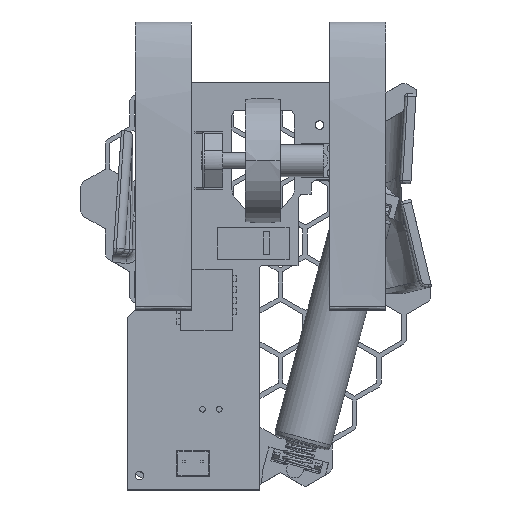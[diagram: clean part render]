
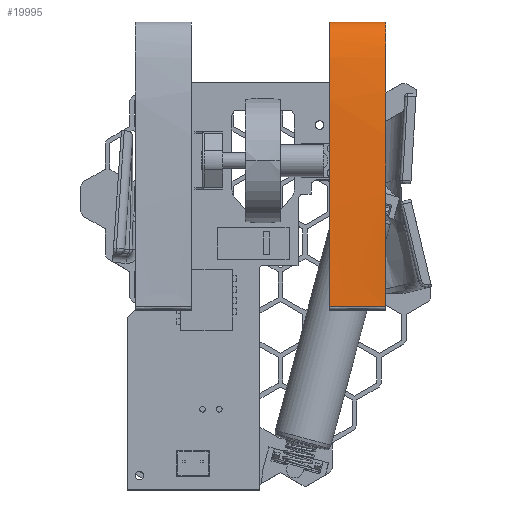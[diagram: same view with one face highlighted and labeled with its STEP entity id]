
A CAD part, top view. The second image highlights one B-rep face of the part: STEP entity #19995.
In plain terms, the highlighted free-form (B-spline) face has degree [5, 1] with [25, 2] control points.
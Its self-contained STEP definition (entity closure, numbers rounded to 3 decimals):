
#60=(
BOUNDED_CURVE()
B_SPLINE_CURVE(5,(#29786,#29787,#29788,#29789,#29790,#29791,#29792,#29793,
#29794,#29795,#29796,#29797,#29798,#29799,#29800,#29801,#29802,#29803,#29804,
#29805,#29806),.UNSPECIFIED.,.F.,.F.)
B_SPLINE_CURVE_WITH_KNOTS((6,1,1,1,1,1,1,1,1,1,1,1,1,1,1,1,6),(-0.973,
-0.95,-0.9,-0.85,-0.8,-0.75,-0.7,-0.65,-0.6,-0.55,-0.5,-0.45,-0.4,-0.35,
-0.3,-0.25,-0.223),.UNSPECIFIED.)
CURVE()
GEOMETRIC_REPRESENTATION_ITEM()
RATIONAL_B_SPLINE_CURVE((1.,1.,1.,1.,1.,1.,1.,1.,1.,1.,1.,1.,1.,1.,1.,1.,
1.,1.,1.,1.,1.))
REPRESENTATION_ITEM('')
);
#61=(
BOUNDED_CURVE()
B_SPLINE_CURVE(5,(#29807,#29808,#29809,#29810,#29811,#29812,#29813,#29814,
#29815,#29816,#29817,#29818,#29819,#29820,#29821,#29822,#29823,#29824,#29825,
#29826,#29827),.UNSPECIFIED.,.F.,.F.)
B_SPLINE_CURVE_WITH_KNOTS((6,1,1,1,1,1,1,1,1,1,1,1,1,1,1,1,6),(0.223,
0.25,0.3,0.35,0.4,0.45,0.5,0.55,0.6,0.65,0.7,0.75,0.8,0.85,0.9,0.95,0.973),
 .UNSPECIFIED.)
CURVE()
GEOMETRIC_REPRESENTATION_ITEM()
RATIONAL_B_SPLINE_CURVE((1.,1.,1.,1.,1.,1.,1.,1.,1.,1.,1.,1.,1.,1.,1.,1.,
1.,1.,1.,1.,1.))
REPRESENTATION_ITEM('')
);
#943=LINE('',#29785,#3386);
#3386=VECTOR('',#23933,10.);
#5175=B_SPLINE_CURVE_WITH_KNOTS('',3,(#29531,#29532,#29533,#29534),
 .UNSPECIFIED.,.F.,.F.,(4,4),(0.,1.),.UNSPECIFIED.);
#5275=(
BOUNDED_SURFACE()
B_SPLINE_SURFACE(5,1,((#29733,#29734),(#29735,#29736),(#29737,#29738),(#29739,
#29740),(#29741,#29742),(#29743,#29744),(#29745,#29746),(#29747,#29748),
(#29749,#29750),(#29751,#29752),(#29753,#29754),(#29755,#29756),(#29757,
#29758),(#29759,#29760),(#29761,#29762),(#29763,#29764),(#29765,#29766),
(#29767,#29768),(#29769,#29770),(#29771,#29772),(#29773,#29774),(#29775,
#29776),(#29777,#29778),(#29779,#29780),(#29781,#29782)),.UNSPECIFIED.,
 .F.,.F.,.F.)
B_SPLINE_SURFACE_WITH_KNOTS((6,1,1,1,1,1,1,1,1,1,1,1,1,1,1,1,1,1,1,1,6),
(2,2),(-1.,-0.95,-0.9,-0.85,-0.8,-0.75,-0.7,-0.65,-0.6,-0.55,-0.5,-0.45,
-0.4,-0.35,-0.3,-0.25,-0.2,-0.15,-0.1,-0.05,0.),(0.,1.),.UNSPECIFIED.)
GEOMETRIC_REPRESENTATION_ITEM()
RATIONAL_B_SPLINE_SURFACE(((1.,1.),(1.,1.),(1.,1.),(1.,1.),(1.,1.),(1.,
1.),(1.,1.),(1.,1.),(1.,1.),(1.,1.),(1.,1.),(1.,1.),(1.,1.),(1.,1.),(1.,
1.),(1.,1.),(1.,1.),(1.,1.),(1.,1.),(1.,1.),(1.,1.),(1.,1.),(1.,1.),(1.,
1.),(1.,1.)))
REPRESENTATION_ITEM('')
SURFACE()
);
#6128=FACE_OUTER_BOUND('',#7242,.T.);
#7242=EDGE_LOOP('',(#14897,#14898,#14899,#14900));
#8854=VERTEX_POINT('',#29509);
#8857=VERTEX_POINT('',#29523);
#8865=VERTEX_POINT('',#29783);
#8866=VERTEX_POINT('',#29784);
#11075=EDGE_CURVE('',#8857,#8854,#5175,.T.);
#11088=EDGE_CURVE('',#8865,#8866,#943,.T.);
#11089=EDGE_CURVE('',#8854,#8866,#60,.T.);
#11090=EDGE_CURVE('',#8865,#8857,#61,.T.);
#14897=ORIENTED_EDGE('',*,*,#11088,.T.);
#14898=ORIENTED_EDGE('',*,*,#11089,.F.);
#14899=ORIENTED_EDGE('',*,*,#11075,.F.);
#14900=ORIENTED_EDGE('',*,*,#11090,.F.);
#19995=ADVANCED_FACE('',(#6128),#5275,.T.);
#23933=DIRECTION('',(-1.,0.,0.));
#29509=CARTESIAN_POINT('',(36.11,32.676,19.52));
#29523=CARTESIAN_POINT('',(46.11,32.676,19.52));
#29531=CARTESIAN_POINT('Ctrl Pts',(46.11,32.676,19.52));
#29532=CARTESIAN_POINT('Ctrl Pts',(42.777,32.676,19.52));
#29533=CARTESIAN_POINT('Ctrl Pts',(39.443,32.676,19.52));
#29534=CARTESIAN_POINT('Ctrl Pts',(36.11,32.676,19.52));
#29733=CARTESIAN_POINT('Ctrl Pts',(46.11,32.274,19.586));
#29734=CARTESIAN_POINT('Ctrl Pts',(36.11,32.274,19.586));
#29735=CARTESIAN_POINT('Ctrl Pts',(46.11,32.356,19.561));
#29736=CARTESIAN_POINT('Ctrl Pts',(36.11,32.356,19.561));
#29737=CARTESIAN_POINT('Ctrl Pts',(46.11,32.65,19.511));
#29738=CARTESIAN_POINT('Ctrl Pts',(36.11,32.65,19.511));
#29739=CARTESIAN_POINT('Ctrl Pts',(46.11,33.487,19.441));
#29740=CARTESIAN_POINT('Ctrl Pts',(36.11,33.487,19.441));
#29741=CARTESIAN_POINT('Ctrl Pts',(46.11,35.396,19.354));
#29742=CARTESIAN_POINT('Ctrl Pts',(36.11,35.396,19.354));
#29743=CARTESIAN_POINT('Ctrl Pts',(46.11,39.088,19.255));
#29744=CARTESIAN_POINT('Ctrl Pts',(36.11,39.088,19.255));
#29745=CARTESIAN_POINT('Ctrl Pts',(46.11,44.005,19.151));
#29746=CARTESIAN_POINT('Ctrl Pts',(36.11,44.005,19.151));
#29747=CARTESIAN_POINT('Ctrl Pts',(46.11,49.966,19.016));
#29748=CARTESIAN_POINT('Ctrl Pts',(36.11,49.966,19.016));
#29749=CARTESIAN_POINT('Ctrl Pts',(46.11,56.618,18.802));
#29750=CARTESIAN_POINT('Ctrl Pts',(36.11,56.618,18.802));
#29751=CARTESIAN_POINT('Ctrl Pts',(46.11,63.47,18.441));
#29752=CARTESIAN_POINT('Ctrl Pts',(36.11,63.47,18.441));
#29753=CARTESIAN_POINT('Ctrl Pts',(46.11,70.014,17.851));
#29754=CARTESIAN_POINT('Ctrl Pts',(36.11,70.014,17.851));
#29755=CARTESIAN_POINT('Ctrl Pts',(46.11,75.736,16.959));
#29756=CARTESIAN_POINT('Ctrl Pts',(36.11,75.736,16.959));
#29757=CARTESIAN_POINT('Ctrl Pts',(46.11,80.177,15.712));
#29758=CARTESIAN_POINT('Ctrl Pts',(36.11,80.177,15.712));
#29759=CARTESIAN_POINT('Ctrl Pts',(46.11,82.959,14.108));
#29760=CARTESIAN_POINT('Ctrl Pts',(36.11,82.959,14.108));
#29761=CARTESIAN_POINT('Ctrl Pts',(46.11,83.876,12.187));
#29762=CARTESIAN_POINT('Ctrl Pts',(36.11,83.876,12.187));
#29763=CARTESIAN_POINT('Ctrl Pts',(46.11,82.83,10.106));
#29764=CARTESIAN_POINT('Ctrl Pts',(36.11,82.83,10.106));
#29765=CARTESIAN_POINT('Ctrl Pts',(46.11,80.277,7.977));
#29766=CARTESIAN_POINT('Ctrl Pts',(36.11,80.277,7.977));
#29767=CARTESIAN_POINT('Ctrl Pts',(46.11,77.097,5.82));
#29768=CARTESIAN_POINT('Ctrl Pts',(36.11,77.097,5.82));
#29769=CARTESIAN_POINT('Ctrl Pts',(46.11,74.287,3.624));
#29770=CARTESIAN_POINT('Ctrl Pts',(36.11,74.287,3.624));
#29771=CARTESIAN_POINT('Ctrl Pts',(46.11,72.739,1.358));
#29772=CARTESIAN_POINT('Ctrl Pts',(36.11,72.739,1.358));
#29773=CARTESIAN_POINT('Ctrl Pts',(46.11,72.963,-0.993));
#29774=CARTESIAN_POINT('Ctrl Pts',(36.11,72.963,-0.993));
#29775=CARTESIAN_POINT('Ctrl Pts',(46.11,74.746,-2.949));
#29776=CARTESIAN_POINT('Ctrl Pts',(36.11,74.746,-2.949));
#29777=CARTESIAN_POINT('Ctrl Pts',(46.11,77.013,-4.458));
#29778=CARTESIAN_POINT('Ctrl Pts',(36.11,77.013,-4.458));
#29779=CARTESIAN_POINT('Ctrl Pts',(46.11,78.936,-5.483));
#29780=CARTESIAN_POINT('Ctrl Pts',(36.11,78.936,-5.483));
#29781=CARTESIAN_POINT('Ctrl Pts',(46.11,80.,-6.));
#29782=CARTESIAN_POINT('Ctrl Pts',(36.11,80.,-6.));
#29783=CARTESIAN_POINT('',(46.11,75.665,4.606));
#29784=CARTESIAN_POINT('',(36.11,75.665,4.606));
#29785=CARTESIAN_POINT('',(46.11,75.665,4.606));
#29786=CARTESIAN_POINT('Ctrl Pts',(36.11,32.676,19.52));
#29787=CARTESIAN_POINT('Ctrl Pts',(36.11,32.78,19.509));
#29788=CARTESIAN_POINT('Ctrl Pts',(36.11,33.151,19.474));
#29789=CARTESIAN_POINT('Ctrl Pts',(36.11,34.013,19.418));
#29790=CARTESIAN_POINT('Ctrl Pts',(36.11,35.788,19.344));
#29791=CARTESIAN_POINT('Ctrl Pts',(36.11,39.088,19.255));
#29792=CARTESIAN_POINT('Ctrl Pts',(36.11,44.005,19.151));
#29793=CARTESIAN_POINT('Ctrl Pts',(36.11,49.966,19.016));
#29794=CARTESIAN_POINT('Ctrl Pts',(36.11,56.618,18.802));
#29795=CARTESIAN_POINT('Ctrl Pts',(36.11,63.47,18.441));
#29796=CARTESIAN_POINT('Ctrl Pts',(36.11,70.014,17.851));
#29797=CARTESIAN_POINT('Ctrl Pts',(36.11,75.736,16.959));
#29798=CARTESIAN_POINT('Ctrl Pts',(36.11,80.177,15.712));
#29799=CARTESIAN_POINT('Ctrl Pts',(36.11,82.959,14.108));
#29800=CARTESIAN_POINT('Ctrl Pts',(36.11,83.876,12.187));
#29801=CARTESIAN_POINT('Ctrl Pts',(36.11,82.83,10.106));
#29802=CARTESIAN_POINT('Ctrl Pts',(36.11,80.507,8.169));
#29803=CARTESIAN_POINT('Ctrl Pts',(36.11,78.3,6.64));
#29804=CARTESIAN_POINT('Ctrl Pts',(36.11,76.786,5.529));
#29805=CARTESIAN_POINT('Ctrl Pts',(36.11,75.949,4.848));
#29806=CARTESIAN_POINT('Ctrl Pts',(36.11,75.665,4.606));
#29807=CARTESIAN_POINT('Ctrl Pts',(46.11,75.665,4.606));
#29808=CARTESIAN_POINT('Ctrl Pts',(46.11,75.949,4.848));
#29809=CARTESIAN_POINT('Ctrl Pts',(46.11,76.786,5.529));
#29810=CARTESIAN_POINT('Ctrl Pts',(46.11,78.3,6.64));
#29811=CARTESIAN_POINT('Ctrl Pts',(46.11,80.507,8.169));
#29812=CARTESIAN_POINT('Ctrl Pts',(46.11,82.83,10.106));
#29813=CARTESIAN_POINT('Ctrl Pts',(46.11,83.876,12.187));
#29814=CARTESIAN_POINT('Ctrl Pts',(46.11,82.959,14.108));
#29815=CARTESIAN_POINT('Ctrl Pts',(46.11,80.177,15.712));
#29816=CARTESIAN_POINT('Ctrl Pts',(46.11,75.736,16.959));
#29817=CARTESIAN_POINT('Ctrl Pts',(46.11,70.014,17.851));
#29818=CARTESIAN_POINT('Ctrl Pts',(46.11,63.47,18.441));
#29819=CARTESIAN_POINT('Ctrl Pts',(46.11,56.618,18.802));
#29820=CARTESIAN_POINT('Ctrl Pts',(46.11,49.966,19.016));
#29821=CARTESIAN_POINT('Ctrl Pts',(46.11,44.005,19.151));
#29822=CARTESIAN_POINT('Ctrl Pts',(46.11,39.088,19.255));
#29823=CARTESIAN_POINT('Ctrl Pts',(46.11,35.788,19.344));
#29824=CARTESIAN_POINT('Ctrl Pts',(46.11,34.013,19.418));
#29825=CARTESIAN_POINT('Ctrl Pts',(46.11,33.151,19.474));
#29826=CARTESIAN_POINT('Ctrl Pts',(46.11,32.78,19.509));
#29827=CARTESIAN_POINT('Ctrl Pts',(46.11,32.676,19.52));
